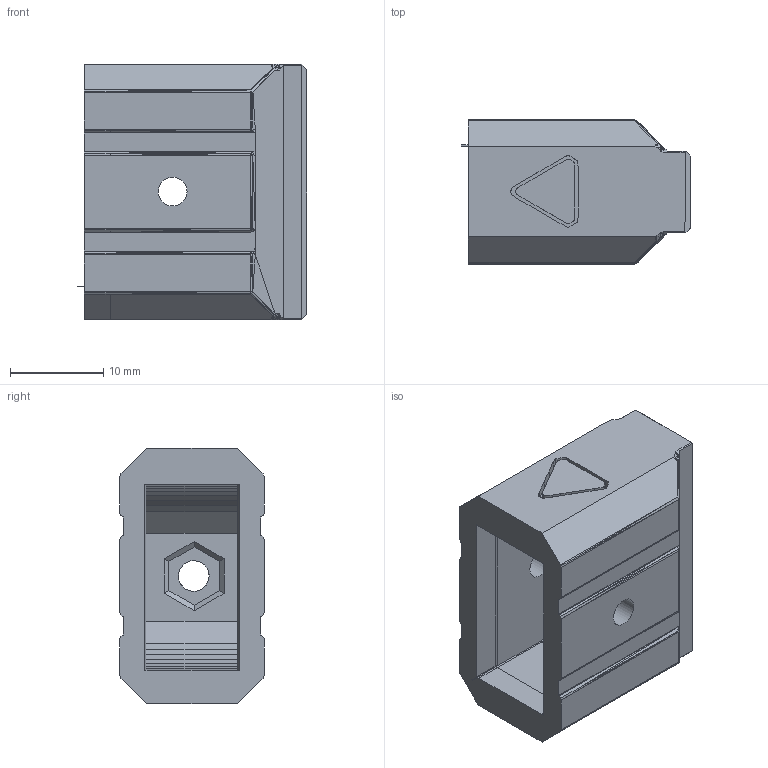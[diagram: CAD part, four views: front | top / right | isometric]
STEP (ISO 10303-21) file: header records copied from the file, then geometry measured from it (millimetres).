
FILE_DESCRIPTION(/* description */ (''),/* implementation_level */ '2;1');
FILE_NAME(/* name */ 'X_end_tensioner.step',/* time_stamp */ '2021-05-15T11:12:04+02:00',/* author */ (''),/* organization */ (''),/* preprocessor_version */ 'ST-DEVELOPER v18.1',/* originating_system */ 'Autodesk Translation Framework v10.6.0.1341',/* authorisation */ '');
FILE_SCHEMA (('AUTOMOTIVE_DESIGN { 1 0 10303 214 3 1 1 }'));
Length unit declared in the file: millimetre
Products named in the file (1): X_end_tensioner
Bounding box: 24.67 x 15.5 x 27.5 mm (x, y, z)
Volume: 5451.5 mm3; surface area: 3736.2 mm2
Topology: 1 solids, 1 shells, 533 faces, 1181 edges, 656 vertices
Faces by surface type: plane 458, bspline 72, cylinder 3
Full cylindrical faces by diameter (mm): 3.1 x2, 3.3 x1
Entity records: 14248 total; most frequent: CARTESIAN_POINT 3357, ORIENTED_EDGE 2364, DIRECTION 1961, EDGE_CURVE 1182, LINE 1025, VECTOR 1025, VERTEX_POINT 656, EDGE_LOOP 545
